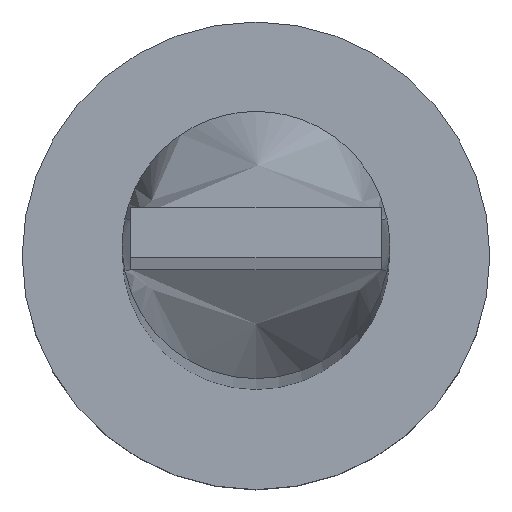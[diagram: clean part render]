
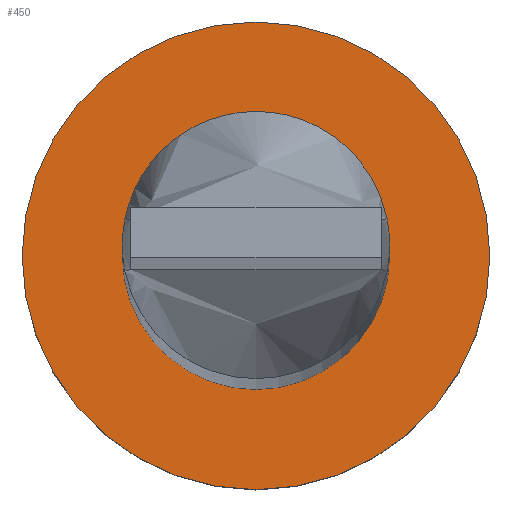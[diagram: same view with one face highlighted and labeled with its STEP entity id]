
A CAD part, top view. The second image highlights one B-rep face of the part: STEP entity #450.
In plain terms, the highlighted planar face has unit normal (0, 0, 1).
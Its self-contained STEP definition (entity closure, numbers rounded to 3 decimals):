
#5 = VERTEX_POINT ( 'NONE', #169 ) ;
#11 = FACE_BOUND ( 'NONE', #479, .T. ) ;
#18 = ORIENTED_EDGE ( 'NONE', *, *, #512, .T. ) ;
#34 = DIRECTION ( 'NONE',  ( 1., 0., 0. ) ) ;
#74 = DIRECTION ( 'NONE',  ( 1., 0., 0. ) ) ;
#78 = EDGE_CURVE ( 'NONE', #201, #444, #284, .T. ) ;
#81 = AXIS2_PLACEMENT_3D ( 'NONE', #499, #272, #574 ) ;
#89 = EDGE_CURVE ( 'NONE', #444, #201, #492, .T. ) ;
#120 = AXIS2_PLACEMENT_3D ( 'NONE', #298, #295, #484 ) ;
#169 = CARTESIAN_POINT ( 'NONE',  ( 7., 0., 5. ) ) ;
#193 = ORIENTED_EDGE ( 'NONE', *, *, #89, .F. ) ;
#194 = PLANE ( 'NONE',  #455 ) ;
#201 = VERTEX_POINT ( 'NONE', #275 ) ;
#202 = CARTESIAN_POINT ( 'NONE',  ( -7., 0., 5. ) ) ;
#222 = CIRCLE ( 'NONE', #120, 7. ) ;
#225 = EDGE_LOOP ( 'NONE', ( #380, #18 ) ) ;
#235 = CARTESIAN_POINT ( 'NONE',  ( 4., 0., 5. ) ) ;
#272 = DIRECTION ( 'NONE',  ( 0., 0., 1. ) ) ;
#275 = CARTESIAN_POINT ( 'NONE',  ( -4., 0., 5. ) ) ;
#278 = DIRECTION ( 'NONE',  ( 1., 0., 0. ) ) ;
#284 = CIRCLE ( 'NONE', #81, 4. ) ;
#285 = EDGE_CURVE ( 'NONE', #315, #5, #222, .T. ) ;
#295 = DIRECTION ( 'NONE',  ( 0., 0., 1. ) ) ;
#298 = CARTESIAN_POINT ( 'NONE',  ( 0., 0., 5. ) ) ;
#315 = VERTEX_POINT ( 'NONE', #202 ) ;
#316 = CIRCLE ( 'NONE', #367, 7. ) ;
#352 = ORIENTED_EDGE ( 'NONE', *, *, #78, .F. ) ;
#364 = FACE_OUTER_BOUND ( 'NONE', #225, .T. ) ;
#367 = AXIS2_PLACEMENT_3D ( 'NONE', #493, #410, #278 ) ;
#373 = CARTESIAN_POINT ( 'NONE',  ( 0., 0., 5. ) ) ;
#380 = ORIENTED_EDGE ( 'NONE', *, *, #285, .T. ) ;
#389 = AXIS2_PLACEMENT_3D ( 'NONE', #440, #507, #34 ) ;
#410 = DIRECTION ( 'NONE',  ( 0., 0., 1. ) ) ;
#440 = CARTESIAN_POINT ( 'NONE',  ( 0., 0., 5. ) ) ;
#444 = VERTEX_POINT ( 'NONE', #235 ) ;
#450 = ADVANCED_FACE ( 'NONE', ( #11, #364 ), #194, .T. ) ;
#455 = AXIS2_PLACEMENT_3D ( 'NONE', #373, #555, #74 ) ;
#479 = EDGE_LOOP ( 'NONE', ( #352, #193 ) ) ;
#484 = DIRECTION ( 'NONE',  ( 1., 0., 0. ) ) ;
#492 = CIRCLE ( 'NONE', #389, 4. ) ;
#493 = CARTESIAN_POINT ( 'NONE',  ( 0., 0., 5. ) ) ;
#499 = CARTESIAN_POINT ( 'NONE',  ( 0., 0., 5. ) ) ;
#507 = DIRECTION ( 'NONE',  ( 0., 0., 1. ) ) ;
#512 = EDGE_CURVE ( 'NONE', #5, #315, #316, .T. ) ;
#555 = DIRECTION ( 'NONE',  ( 0., 0., 1. ) ) ;
#574 = DIRECTION ( 'NONE',  ( 1., 0., 0. ) ) ;
